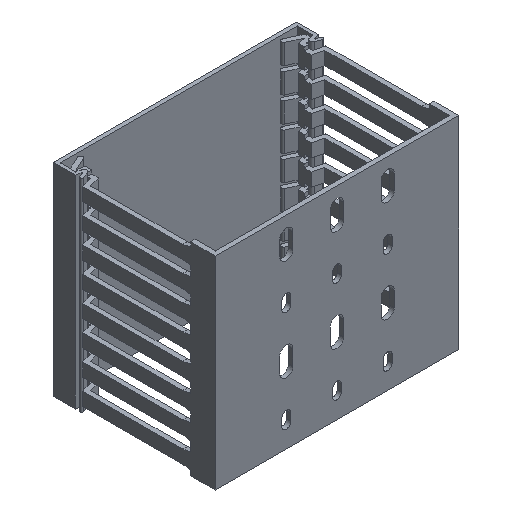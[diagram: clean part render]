
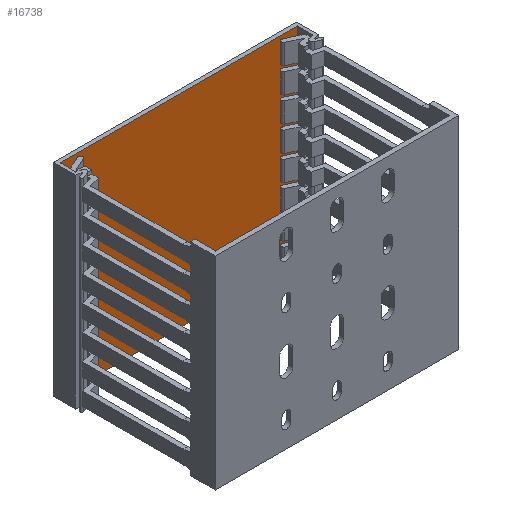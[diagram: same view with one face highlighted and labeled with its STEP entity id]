
A CAD part, isometric view. The second image highlights one B-rep face of the part: STEP entity #16738.
In plain terms, the highlighted planar face has unit normal (0, -1, 0).
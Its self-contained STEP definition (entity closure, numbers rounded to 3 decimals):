
#16337=DIRECTION('',(0.,0.,1.));
#16338=VECTOR('',#16337,100.);
#16339=CARTESIAN_POINT('',(58.5,0.,-50.));
#16340=LINE('',#16339,#16338);
#16349=DIRECTION('',(-1.,0.,0.));
#16350=VECTOR('',#16349,117.);
#16351=CARTESIAN_POINT('',(58.5,0.,-50.));
#16352=LINE('',#16351,#16350);
#16353=DIRECTION('',(0.,0.,1.));
#16354=VECTOR('',#16353,100.);
#16355=CARTESIAN_POINT('',(-58.5,0.,-50.));
#16356=LINE('',#16355,#16354);
#16357=DIRECTION('',(1.,0.,0.));
#16358=VECTOR('',#16357,117.);
#16359=CARTESIAN_POINT('',(-58.5,0.,50.));
#16360=LINE('',#16359,#16358);
#16491=CARTESIAN_POINT('',(58.5,0.,-50.));
#16492=CARTESIAN_POINT('',(58.5,0.,50.));
#16493=VERTEX_POINT('',#16491);
#16494=VERTEX_POINT('',#16492);
#16495=CARTESIAN_POINT('',(-58.5,0.,-50.));
#16496=CARTESIAN_POINT('',(-58.5,0.,50.));
#16497=VERTEX_POINT('',#16495);
#16498=VERTEX_POINT('',#16496);
#16726=CARTESIAN_POINT('',(-58.5,0.,-50.));
#16727=DIRECTION('',(0.,-1.,0.));
#16728=DIRECTION('',(1.,0.,0.));
#16729=AXIS2_PLACEMENT_3D('',#16726,#16727,#16728);
#16730=PLANE('',#16729);
#16731=ORIENTED_EDGE('',*,*,#16524,.T.);
#16733=ORIENTED_EDGE('',*,*,#16732,.T.);
#16734=ORIENTED_EDGE('',*,*,#16612,.T.);
#16735=ORIENTED_EDGE('',*,*,#16719,.F.);
#16736=EDGE_LOOP('',(#16731,#16733,#16734,#16735));
#16737=FACE_OUTER_BOUND('',#16736,.F.);
#16524=EDGE_CURVE('',#16493,#16497,#16352,.T.);
#16612=EDGE_CURVE('',#16498,#16494,#16360,.T.);
#16719=EDGE_CURVE('',#16493,#16494,#16340,.T.);
#16732=EDGE_CURVE('',#16497,#16498,#16356,.T.);
#16738=ADVANCED_FACE('',(#16737),#16730,.T.);
